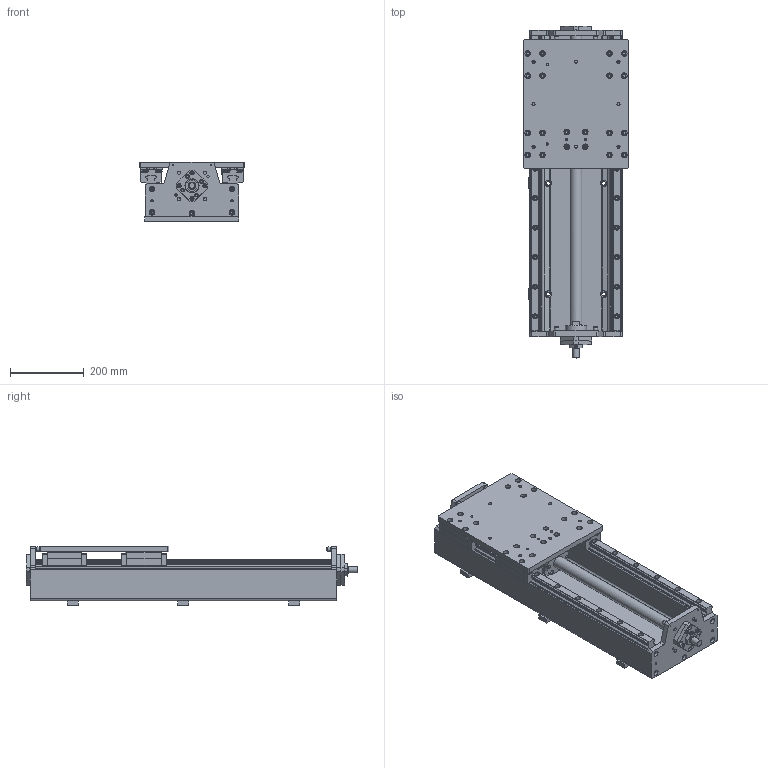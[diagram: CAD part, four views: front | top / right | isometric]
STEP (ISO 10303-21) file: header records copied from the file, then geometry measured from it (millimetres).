
FILE_DESCRIPTION((''),'2;1');
FILE_NAME('KK-HD-285-30-32XX-0800.stp','2009-03-22T20:21:48',('kurt'),(''),'Autodesk Inventor 2008','Autodesk Inventor 2008','');
FILE_SCHEMA(('AUTOMOTIVE_DESIGN { 1 0 10303 214 1 1 1 1 }'));
Length unit declared in the file: millimetre
Products named in the file (1): Part330
Bounding box: 285 x 899 x 160 mm (x, y, z)
Volume: 13423885.7 mm3; surface area: 1462312.3 mm2
Topology: 1 solids, 13 shells, 2417 faces, 6711 edges, 4457 vertices
Faces by surface type: plane 1627, cylinder 422, bspline 247, cone 105, torus 16
Full cylindrical faces by diameter (mm): 2.459 x4, 3 x4, 3.5 x4, 4 x1, 4.917 x8, 5.5 x4, 6 x14, 6.6 x8, 6.647 x40, 8 x20, 8.376 x8, 9 x60, 10 x4, 10.106 x6, 11 x12, 14 x20, 15 x34, 17 x1, 18 x6, 19 x1, 20 x4, 23 x1, 25 x1, 26 x1, 28.64 x4, 29.082 x2, 32 x1, 33.45 x1, 37 x2, 38.36 x4
Entity records: 81727 total; most frequent: CARTESIAN_POINT 19524, ORIENTED_EDGE 12422, DIRECTION 11406, EDGE_CURVE 6211, VECTOR 4502, LINE 4502, VERTEX_POINT 4335, AXIS2_PLACEMENT_3D 3452
